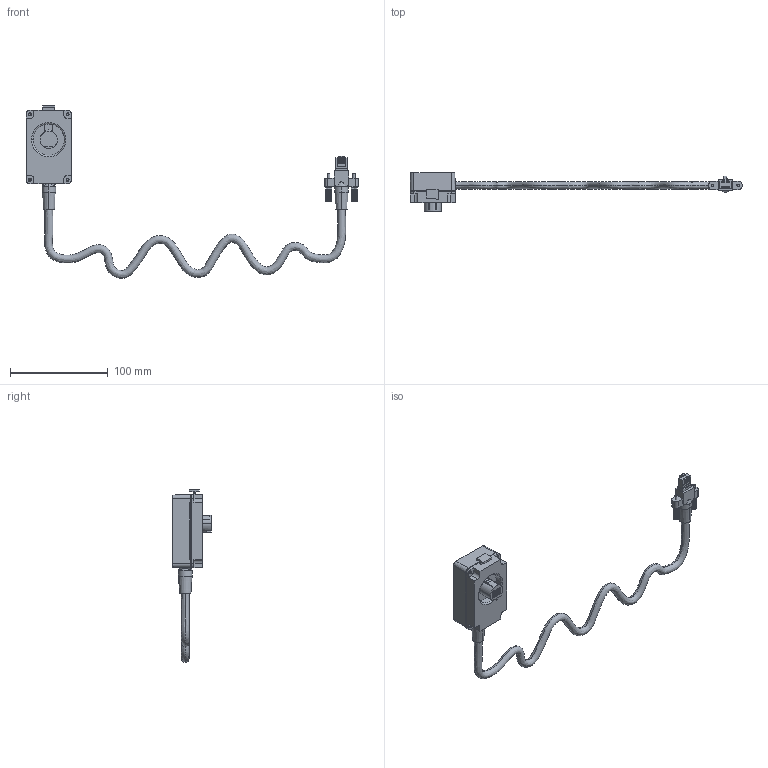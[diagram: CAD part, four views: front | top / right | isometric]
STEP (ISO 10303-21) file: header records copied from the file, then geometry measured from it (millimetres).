
FILE_DESCRIPTION((''),'2;1');
FILE_NAME('MFR5452601_ASM_REMOTE_CABLE_030_ASM','2020-05-20T10:34:29',('danae.lavaud'),(''),'CREO PARAMETRIC BY PTC INC, 2018260','CREO PARAMETRIC BY PTC INC, 2018260','');
FILE_SCHEMA(('AUTOMOTIVE_DESIGN { 1 0 10303 214 1 1 1 1 }'));
Length unit declared in the file: millimetre
Products named in the file (18): PRT0005_2; PRT0006_1; 1CNR005385_MIG17_1_2; HUA19867_1_1; BBV5932501_1_1; S1B77848_ASM_1_ASM_1_ASM; PRT0009_2_1_1_1_1_1_1; PRT0007_1; PRT00071_1_1; PRT00071_1_2; PRT00071_1_ASM; PRT0008_1_1; PRT0008_1_2; PRT0008_1_3; PRT0008_1_4; PRT0008_1_ASM; SIMPLIFIED_ASM_2_ASM; MFR5452601_ASM_REMOTE_CABLE_030_ASM
Assembly tree (17 placements, depth 4):
  MFR5452601_ASM_REMOTE_CABLE_030_ASM
    SIMPLIFIED_ASM_2_ASM
      PRT0005_2
      PRT0006_1
      1CNR005385_MIG17_1_2
      S1B77848_ASM_1_ASM_1_ASM
        HUA19867_1_1
        BBV5932501_1_1
      PRT0009_2_1_1_1_1_1_1
      PRT0007_1
      PRT00071_1_ASM
        PRT00071_1_1
        PRT00071_1_2
      PRT0008_1_ASM
        PRT0008_1_1
        PRT0008_1_2
        PRT0008_1_3
        PRT0008_1_4
Bounding box: 340.43 x 39.9 x 177.13 mm (x, y, z)
Volume: 139048.6 mm3; surface area: 50929.3 mm2
Topology: 13 solids, 13 shells, 1599 faces, 4257 edges, 2746 vertices
Faces by surface type: plane 1347, cylinder 218, cone 13, extrusion 10, bspline 7, torus 4
Entity records: 56140 total; most frequent: CARTESIAN_POINT 14866, ORIENTED_EDGE 8514, DIRECTION 8101, EDGE_CURVE 4257, VECTOR 3573, LINE 3563, VERTEX_POINT 2746, AXIS2_PLACEMENT_3D 2264
